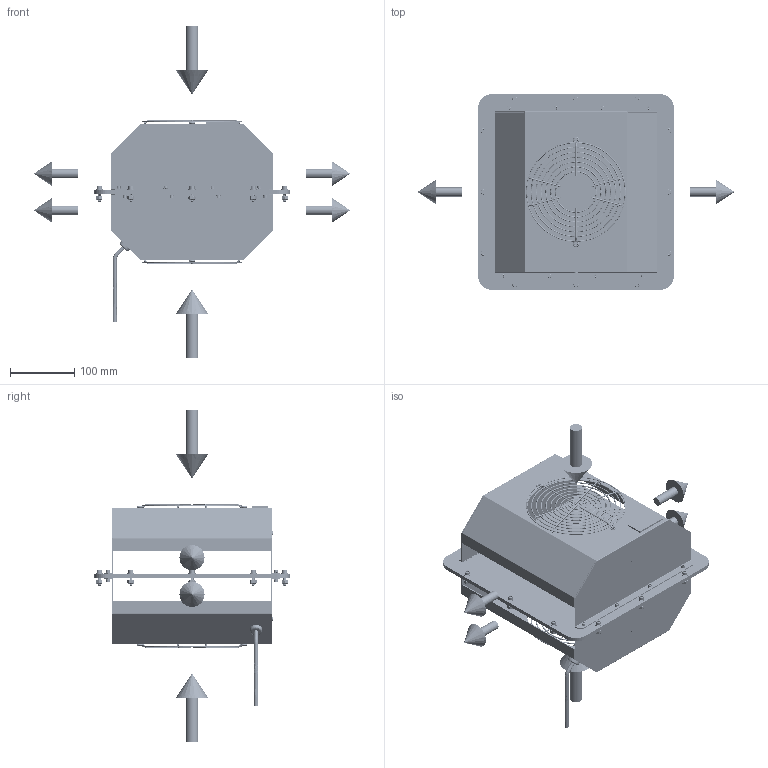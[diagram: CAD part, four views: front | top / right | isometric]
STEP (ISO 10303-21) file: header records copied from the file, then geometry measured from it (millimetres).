
FILE_DESCRIPTION (( 'STEP AP214' ), '1' );
FILE_NAME ('ACT-HSC-22 web.STEP', '2025-01-02T14:18:53', ( '' ), ( '' ), 'SwSTEP 2.0', 'SolidWorks 2023', '' );
FILE_SCHEMA (( 'AUTOMOTIVE_DESIGN' ));
Length unit declared in the file: inch
Products named in the file (1): ACT-HSC-22 web
Bounding box: 493.25 x 304.8 x 517.48 mm (x, y, z)
Volume: 1061172.2 mm3; surface area: 782434.4 mm2
Topology: 120 solids, 120 shells, 4361 faces, 10804 edges, 6709 vertices
Faces by surface type: cylinder 2398, cone 956, plane 640, torus 240, bspline 127
Entity records: 240178 total; most frequent: CARTESIAN_POINT 90506, ORIENTED_EDGE 21520, DIRECTION 16878, EDGE_CURVE 10760, VERTEX_POINT 6709, AXIS2_PLACEMENT_3D 6637, EDGE_LOOP 4615, LENGTH_MEASURE_WITH_UNIT 4482
